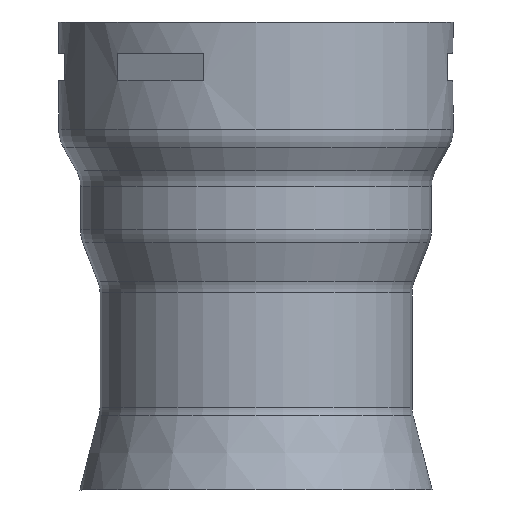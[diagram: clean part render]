
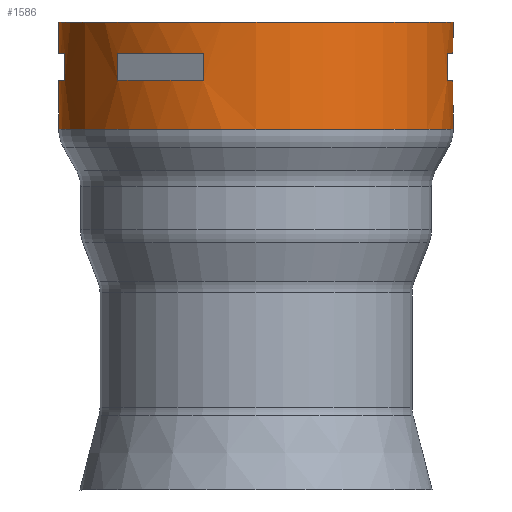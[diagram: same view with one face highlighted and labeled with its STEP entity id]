
A CAD part, front view. The second image highlights one B-rep face of the part: STEP entity #1586.
In plain terms, the highlighted cylindrical face has radius 506 mm (diameter 1012 mm), a full revolution.
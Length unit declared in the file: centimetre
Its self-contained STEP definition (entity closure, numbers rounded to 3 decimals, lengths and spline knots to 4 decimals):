
#23=FACE_BOUND('',#221,.T.);
#24=FACE_BOUND('',#222,.T.);
#25=FACE_BOUND('',#223,.T.);
#90=CYLINDRICAL_SURFACE('',#1733,50.6);
#129=FACE_OUTER_BOUND('',#220,.T.);
#220=EDGE_LOOP('',(#1190,#1191,#1192,#1193,#1194,#1195,#1196,#1197,#1198,
#1199,#1200,#1201,#1202));
#221=EDGE_LOOP('',(#1203,#1204,#1205,#1206));
#222=EDGE_LOOP('',(#1207,#1208,#1209,#1210));
#223=EDGE_LOOP('',(#1211,#1212,#1213,#1214));
#307=LINE('',#2513,#442);
#308=LINE('',#2517,#443);
#309=LINE('',#2521,#444);
#310=LINE('',#2526,#445);
#311=LINE('',#2530,#446);
#312=LINE('',#2534,#447);
#313=LINE('',#2538,#448);
#314=LINE('',#2542,#449);
#315=LINE('',#2546,#450);
#316=LINE('',#2550,#451);
#442=VECTOR('',#2016,50.6);
#443=VECTOR('',#2019,1.);
#444=VECTOR('',#2022,50.6);
#445=VECTOR('',#2027,1.);
#446=VECTOR('',#2030,1.);
#447=VECTOR('',#2033,1.);
#448=VECTOR('',#2036,1.);
#449=VECTOR('',#2039,1.);
#450=VECTOR('',#2042,1.);
#451=VECTOR('',#2045,1.);
#595=CIRCLE('',#1699,50.6);
#596=CIRCLE('',#1700,50.6);
#619=CIRCLE('',#1734,50.6);
#620=CIRCLE('',#1735,50.6);
#621=CIRCLE('',#1736,50.6);
#622=CIRCLE('',#1737,50.6);
#623=CIRCLE('',#1738,50.6);
#624=CIRCLE('',#1739,50.6);
#625=CIRCLE('',#1740,50.6);
#626=CIRCLE('',#1741,50.6);
#627=CIRCLE('',#1742,50.6);
#628=CIRCLE('',#1743,50.6);
#629=CIRCLE('',#1744,50.6);
#696=VERTEX_POINT('',#2452);
#697=VERTEX_POINT('',#2454);
#715=VERTEX_POINT('',#2512);
#716=VERTEX_POINT('',#2514);
#717=VERTEX_POINT('',#2516);
#718=VERTEX_POINT('',#2518);
#719=VERTEX_POINT('',#2520);
#720=VERTEX_POINT('',#2523);
#721=VERTEX_POINT('',#2525);
#722=VERTEX_POINT('',#2528);
#723=VERTEX_POINT('',#2529);
#724=VERTEX_POINT('',#2531);
#725=VERTEX_POINT('',#2533);
#726=VERTEX_POINT('',#2536);
#727=VERTEX_POINT('',#2537);
#728=VERTEX_POINT('',#2539);
#729=VERTEX_POINT('',#2541);
#730=VERTEX_POINT('',#2544);
#731=VERTEX_POINT('',#2545);
#732=VERTEX_POINT('',#2547);
#733=VERTEX_POINT('',#2549);
#862=EDGE_CURVE('',#696,#697,#595,.T.);
#863=EDGE_CURVE('',#697,#696,#596,.T.);
#891=EDGE_CURVE('',#697,#715,#307,.T.);
#892=EDGE_CURVE('',#716,#715,#619,.T.);
#893=EDGE_CURVE('',#717,#716,#308,.T.);
#894=EDGE_CURVE('',#718,#717,#620,.T.);
#895=EDGE_CURVE('',#718,#719,#309,.T.);
#896=EDGE_CURVE('',#719,#719,#621,.T.);
#897=EDGE_CURVE('',#720,#718,#622,.T.);
#898=EDGE_CURVE('',#721,#720,#310,.T.);
#899=EDGE_CURVE('',#715,#721,#623,.T.);
#900=EDGE_CURVE('',#722,#723,#311,.T.);
#901=EDGE_CURVE('',#724,#722,#624,.T.);
#902=EDGE_CURVE('',#725,#724,#312,.T.);
#903=EDGE_CURVE('',#723,#725,#625,.T.);
#904=EDGE_CURVE('',#726,#727,#313,.T.);
#905=EDGE_CURVE('',#728,#726,#626,.T.);
#906=EDGE_CURVE('',#729,#728,#314,.T.);
#907=EDGE_CURVE('',#727,#729,#627,.T.);
#908=EDGE_CURVE('',#730,#731,#315,.T.);
#909=EDGE_CURVE('',#732,#730,#628,.T.);
#910=EDGE_CURVE('',#733,#732,#316,.T.);
#911=EDGE_CURVE('',#731,#733,#629,.T.);
#1190=ORIENTED_EDGE('',*,*,#863,.F.);
#1191=ORIENTED_EDGE('',*,*,#891,.T.);
#1192=ORIENTED_EDGE('',*,*,#892,.F.);
#1193=ORIENTED_EDGE('',*,*,#893,.F.);
#1194=ORIENTED_EDGE('',*,*,#894,.F.);
#1195=ORIENTED_EDGE('',*,*,#895,.T.);
#1196=ORIENTED_EDGE('',*,*,#896,.F.);
#1197=ORIENTED_EDGE('',*,*,#895,.F.);
#1198=ORIENTED_EDGE('',*,*,#897,.F.);
#1199=ORIENTED_EDGE('',*,*,#898,.F.);
#1200=ORIENTED_EDGE('',*,*,#899,.F.);
#1201=ORIENTED_EDGE('',*,*,#891,.F.);
#1202=ORIENTED_EDGE('',*,*,#862,.F.);
#1203=ORIENTED_EDGE('',*,*,#900,.F.);
#1204=ORIENTED_EDGE('',*,*,#901,.F.);
#1205=ORIENTED_EDGE('',*,*,#902,.F.);
#1206=ORIENTED_EDGE('',*,*,#903,.F.);
#1207=ORIENTED_EDGE('',*,*,#904,.F.);
#1208=ORIENTED_EDGE('',*,*,#905,.F.);
#1209=ORIENTED_EDGE('',*,*,#906,.F.);
#1210=ORIENTED_EDGE('',*,*,#907,.F.);
#1211=ORIENTED_EDGE('',*,*,#908,.F.);
#1212=ORIENTED_EDGE('',*,*,#909,.F.);
#1213=ORIENTED_EDGE('',*,*,#910,.F.);
#1214=ORIENTED_EDGE('',*,*,#911,.F.);
#1586=ADVANCED_FACE('',(#129,#23,#24,#25),#90,.T.);
#1699=AXIS2_PLACEMENT_3D('',#2455,#1941,#1942);
#1700=AXIS2_PLACEMENT_3D('',#2456,#1943,#1944);
#1733=AXIS2_PLACEMENT_3D('',#2511,#2014,#2015);
#1734=AXIS2_PLACEMENT_3D('',#2515,#2017,#2018);
#1735=AXIS2_PLACEMENT_3D('',#2519,#2020,#2021);
#1736=AXIS2_PLACEMENT_3D('',#2522,#2023,#2024);
#1737=AXIS2_PLACEMENT_3D('',#2524,#2025,#2026);
#1738=AXIS2_PLACEMENT_3D('',#2527,#2028,#2029);
#1739=AXIS2_PLACEMENT_3D('',#2532,#2031,#2032);
#1740=AXIS2_PLACEMENT_3D('',#2535,#2034,#2035);
#1741=AXIS2_PLACEMENT_3D('',#2540,#2037,#2038);
#1742=AXIS2_PLACEMENT_3D('',#2543,#2040,#2041);
#1743=AXIS2_PLACEMENT_3D('',#2548,#2043,#2044);
#1744=AXIS2_PLACEMENT_3D('',#2551,#2046,#2047);
#1941=DIRECTION('center_axis',(0.,0.,
-1.));
#1942=DIRECTION('ref_axis',(1.,0.,0.));
#1943=DIRECTION('center_axis',(0.,0.,
-1.));
#1944=DIRECTION('ref_axis',(1.,0.,0.));
#2014=DIRECTION('center_axis',(0.,0.,-1.));
#2015=DIRECTION('ref_axis',(1.,0.,0.));
#2016=DIRECTION('',(0.,0.,1.));
#2017=DIRECTION('center_axis',(0.,0.,1.));
#2018=DIRECTION('ref_axis',(1.,0.,0.));
#2019=DIRECTION('',(0.,0.,-1.));
#2020=DIRECTION('center_axis',(0.,0.,-1.));
#2021=DIRECTION('ref_axis',(1.,0.,0.));
#2022=DIRECTION('',(0.,0.,1.));
#2023=DIRECTION('center_axis',(0.,0.,1.));
#2024=DIRECTION('ref_axis',(1.,0.,0.));
#2025=DIRECTION('center_axis',(0.,0.,-1.));
#2026=DIRECTION('ref_axis',(1.,0.,0.));
#2027=DIRECTION('',(0.,0.,1.));
#2028=DIRECTION('center_axis',(0.,0.,1.));
#2029=DIRECTION('ref_axis',(1.,0.,0.));
#2030=DIRECTION('',(0.,0.,1.));
#2031=DIRECTION('center_axis',(0.,0.,1.));
#2032=DIRECTION('ref_axis',(1.,0.,0.));
#2033=DIRECTION('',(0.,0.,-1.));
#2034=DIRECTION('center_axis',(0.,0.,-1.));
#2035=DIRECTION('ref_axis',(1.,0.,0.));
#2036=DIRECTION('',(0.,0.,1.));
#2037=DIRECTION('center_axis',(0.,0.,1.));
#2038=DIRECTION('ref_axis',(1.,0.,0.));
#2039=DIRECTION('',(0.,0.,-1.));
#2040=DIRECTION('center_axis',(0.,0.,-1.));
#2041=DIRECTION('ref_axis',(1.,0.,0.));
#2042=DIRECTION('',(0.,0.,1.));
#2043=DIRECTION('center_axis',(0.,0.,1.));
#2044=DIRECTION('ref_axis',(1.,0.,0.));
#2045=DIRECTION('',(0.,0.,-1.));
#2046=DIRECTION('center_axis',(0.,0.,-1.));
#2047=DIRECTION('ref_axis',(1.,0.,0.));
#2452=CARTESIAN_POINT('',(0.,-50.6,92.505));
#2454=CARTESIAN_POINT('',(-50.6,0.,92.505));
#2455=CARTESIAN_POINT('Origin',(0.,0.,
92.505));
#2456=CARTESIAN_POINT('Origin',(0.,0.,
92.505));
#2511=CARTESIAN_POINT('Origin',(0.,0.,
55.));
#2512=CARTESIAN_POINT('',(-50.6,0.,105.));
#2513=CARTESIAN_POINT('',(-50.6,0.,55.));
#2514=CARTESIAN_POINT('',(-49.,12.6238,105.));
#2515=CARTESIAN_POINT('Origin',(0.,0.,
105.));
#2516=CARTESIAN_POINT('',(-49.,12.6238,112.));
#2517=CARTESIAN_POINT('',(-49.,12.6238,55.));
#2518=CARTESIAN_POINT('',(-50.6,0.,112.));
#2519=CARTESIAN_POINT('Origin',(0.,0.,
112.));
#2520=CARTESIAN_POINT('',(-50.6,0.,120.));
#2521=CARTESIAN_POINT('',(-50.6,0.,55.));
#2522=CARTESIAN_POINT('Origin',(0.,0.,
120.));
#2523=CARTESIAN_POINT('',(-49.,-12.6238,112.));
#2524=CARTESIAN_POINT('Origin',(0.,0.,
112.));
#2525=CARTESIAN_POINT('',(-49.,-12.6238,105.));
#2526=CARTESIAN_POINT('',(-49.,-12.6238,55.));
#2527=CARTESIAN_POINT('Origin',(0.,0.,
105.));
#2528=CARTESIAN_POINT('',(-13.5675,-48.7471,105.));
#2529=CARTESIAN_POINT('',(-13.5675,-48.7471,112.));
#2530=CARTESIAN_POINT('',(-13.5675,-48.7471,55.));
#2531=CARTESIAN_POINT('',(-35.4325,-36.1234,105.));
#2532=CARTESIAN_POINT('Origin',(0.,0.,
105.));
#2533=CARTESIAN_POINT('',(-35.4325,-36.1234,112.));
#2534=CARTESIAN_POINT('',(-35.4325,-36.1234,55.));
#2535=CARTESIAN_POINT('Origin',(0.,0.,
112.));
#2536=CARTESIAN_POINT('',(-35.4325,36.1234,105.));
#2537=CARTESIAN_POINT('',(-35.4325,36.1234,112.));
#2538=CARTESIAN_POINT('',(-35.4325,36.1234,55.));
#2539=CARTESIAN_POINT('',(-13.5675,48.7471,105.));
#2540=CARTESIAN_POINT('Origin',(0.,0.,
105.));
#2541=CARTESIAN_POINT('',(-13.5675,48.7471,112.));
#2542=CARTESIAN_POINT('',(-13.5675,48.7471,55.));
#2543=CARTESIAN_POINT('Origin',(0.,0.,
112.));
#2544=CARTESIAN_POINT('',(49.,12.6238,105.));
#2545=CARTESIAN_POINT('',(49.,12.6238,112.));
#2546=CARTESIAN_POINT('',(49.,12.6238,55.));
#2547=CARTESIAN_POINT('',(49.,-12.6238,105.));
#2548=CARTESIAN_POINT('Origin',(0.,0.,
105.));
#2549=CARTESIAN_POINT('',(49.,-12.6238,112.));
#2550=CARTESIAN_POINT('',(49.,-12.6238,55.));
#2551=CARTESIAN_POINT('Origin',(0.,0.,
112.));
